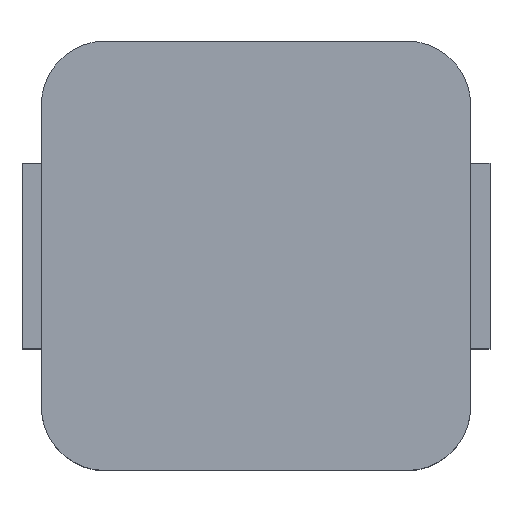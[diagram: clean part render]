
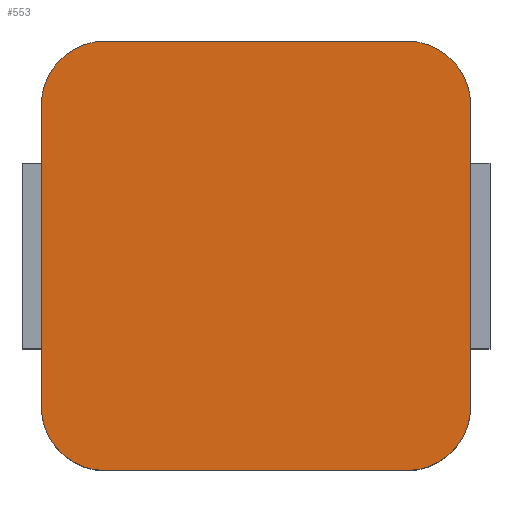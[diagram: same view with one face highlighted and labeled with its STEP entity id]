
A CAD part, top view. The second image highlights one B-rep face of the part: STEP entity #553.
In plain terms, the highlighted planar face has unit normal (0, 0, 1).
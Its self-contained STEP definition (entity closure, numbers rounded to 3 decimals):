
#152 = VERTEX_POINT('',#153);
#153 = CARTESIAN_POINT('',(3.35,2.35,2.7));
#159 = EDGE_CURVE('',#160,#152,#162,.T.);
#160 = VERTEX_POINT('',#161);
#161 = CARTESIAN_POINT('',(3.35,-2.35,2.7));
#162 = LINE('',#163,#164);
#163 = CARTESIAN_POINT('',(3.35,-3.35,2.7));
#164 = VECTOR('',#165,1.);
#165 = DIRECTION('',(0.,1.,0.));
#320 = VERTEX_POINT('',#321);
#321 = CARTESIAN_POINT('',(-3.35,-2.35,2.7));
#327 = EDGE_CURVE('',#328,#320,#330,.T.);
#328 = VERTEX_POINT('',#329);
#329 = CARTESIAN_POINT('',(-3.35,2.35,2.7));
#330 = LINE('',#331,#332);
#331 = CARTESIAN_POINT('',(-3.35,3.35,2.7));
#332 = VECTOR('',#333,1.);
#333 = DIRECTION('',(0.,-1.,0.));
#357 = EDGE_CURVE('',#328,#358,#360,.T.);
#358 = VERTEX_POINT('',#359);
#359 = CARTESIAN_POINT('',(-2.35,3.35,2.7));
#360 = CIRCLE('',#361,1.);
#361 = AXIS2_PLACEMENT_3D('',#362,#363,#364);
#362 = CARTESIAN_POINT('',(-2.35,2.35,2.7));
#363 = DIRECTION('',(0.,0.,-1.));
#364 = DIRECTION('',(-0.707,0.707,0.)
  );
#448 = EDGE_CURVE('',#449,#152,#451,.T.);
#449 = VERTEX_POINT('',#450);
#450 = CARTESIAN_POINT('',(2.35,3.35,2.7));
#451 = CIRCLE('',#452,1.);
#452 = AXIS2_PLACEMENT_3D('',#453,#454,#455);
#453 = CARTESIAN_POINT('',(2.35,2.35,2.7));
#454 = DIRECTION('',(0.,0.,-1.));
#455 = DIRECTION('',(0.707,0.707,0.));
#473 = EDGE_CURVE('',#160,#474,#476,.T.);
#474 = VERTEX_POINT('',#475);
#475 = CARTESIAN_POINT('',(2.35,-3.35,2.7));
#476 = CIRCLE('',#477,1.);
#477 = AXIS2_PLACEMENT_3D('',#478,#479,#480);
#478 = CARTESIAN_POINT('',(2.35,-2.35,2.7));
#479 = DIRECTION('',(0.,0.,-1.));
#480 = DIRECTION('',(0.707,-0.707,0.)
  );
#498 = EDGE_CURVE('',#499,#320,#501,.T.);
#499 = VERTEX_POINT('',#500);
#500 = CARTESIAN_POINT('',(-2.35,-3.35,2.7));
#501 = CIRCLE('',#502,1.);
#502 = AXIS2_PLACEMENT_3D('',#503,#504,#505);
#503 = CARTESIAN_POINT('',(-2.35,-2.35,2.7));
#504 = DIRECTION('',(0.,0.,-1.));
#505 = DIRECTION('',(-0.707,-0.707,0.
    ));
#524 = EDGE_CURVE('',#499,#474,#525,.T.);
#525 = LINE('',#526,#527);
#526 = CARTESIAN_POINT('',(-3.35,-3.35,2.7));
#527 = VECTOR('',#528,1.);
#528 = DIRECTION('',(1.,0.,0.));
#541 = EDGE_CURVE('',#449,#358,#542,.T.);
#542 = LINE('',#543,#544);
#543 = CARTESIAN_POINT('',(3.35,3.35,2.7));
#544 = VECTOR('',#545,1.);
#545 = DIRECTION('',(-1.,0.,0.));
#553 = ADVANCED_FACE('',(#554),#564,.T.);
#554 = FACE_BOUND('',#555,.T.);
#555 = EDGE_LOOP('',(#556,#557,#558,#559,#560,#561,#562,#563));
#556 = ORIENTED_EDGE('',*,*,#357,.F.);
#557 = ORIENTED_EDGE('',*,*,#327,.T.);
#558 = ORIENTED_EDGE('',*,*,#498,.F.);
#559 = ORIENTED_EDGE('',*,*,#524,.T.);
#560 = ORIENTED_EDGE('',*,*,#473,.F.);
#561 = ORIENTED_EDGE('',*,*,#159,.T.);
#562 = ORIENTED_EDGE('',*,*,#448,.F.);
#563 = ORIENTED_EDGE('',*,*,#541,.T.);
#564 = PLANE('',#565);
#565 = AXIS2_PLACEMENT_3D('',#566,#567,#568);
#566 = CARTESIAN_POINT('',(0.,0.,2.7));
#567 = DIRECTION('',(0.,0.,1.));
#568 = DIRECTION('',(-1.,0.,0.));
